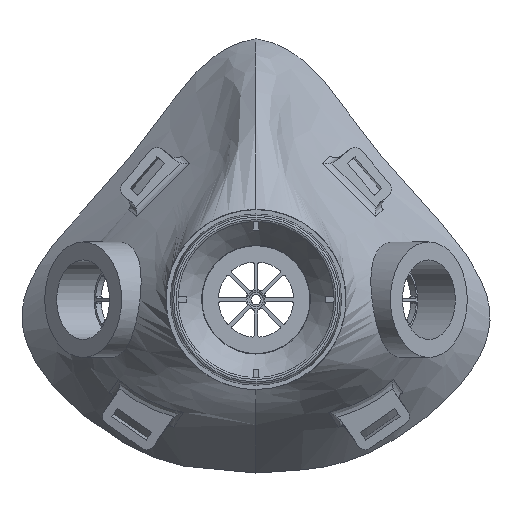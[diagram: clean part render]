
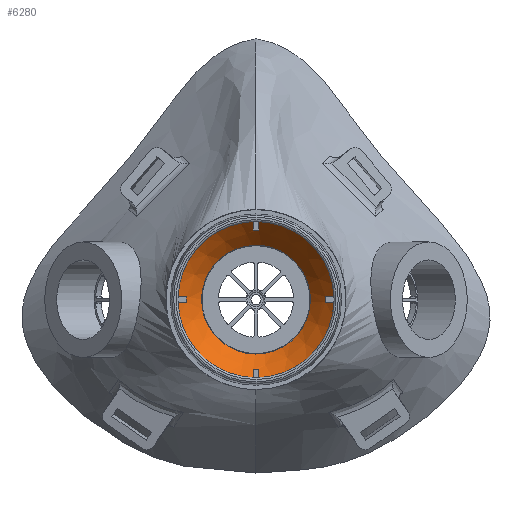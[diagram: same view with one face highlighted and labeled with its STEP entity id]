
A CAD part, top view. The second image highlights one B-rep face of the part: STEP entity #6280.
In plain terms, the highlighted conical face has half-angle 40.365 degrees and reference radius 15 mm.
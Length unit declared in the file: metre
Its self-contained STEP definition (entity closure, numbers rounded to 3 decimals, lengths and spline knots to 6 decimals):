
#43=CONICAL_SURFACE('',#6962,0.015,0.704);
#1163=CIRCLE('',#6338,0.021676);
#1165=CIRCLE('',#6341,0.021676);
#1167=CIRCLE('',#6344,0.021676);
#1509=CIRCLE('',#6963,0.021676);
#1510=CIRCLE('',#6964,0.015119);
#3158=ORIENTED_EDGE('',*,*,#3369,.T.);
#3159=ORIENTED_EDGE('',*,*,#4192,.T.);
#3160=ORIENTED_EDGE('',*,*,#4193,.F.);
#3161=ORIENTED_EDGE('',*,*,#4194,.F.);
#3162=ORIENTED_EDGE('',*,*,#3366,.T.);
#3163=ORIENTED_EDGE('',*,*,#4195,.T.);
#3164=ORIENTED_EDGE('',*,*,#4196,.F.);
#3165=ORIENTED_EDGE('',*,*,#4197,.F.);
#3166=ORIENTED_EDGE('',*,*,#4198,.T.);
#3167=ORIENTED_EDGE('',*,*,#4199,.T.);
#3168=ORIENTED_EDGE('',*,*,#4200,.F.);
#3169=ORIENTED_EDGE('',*,*,#4201,.F.);
#3170=ORIENTED_EDGE('',*,*,#3373,.T.);
#3171=ORIENTED_EDGE('',*,*,#4202,.T.);
#3172=ORIENTED_EDGE('',*,*,#4203,.F.);
#3173=ORIENTED_EDGE('',*,*,#4204,.F.);
#3174=ORIENTED_EDGE('',*,*,#4205,.T.);
#3366=EDGE_CURVE('',#4284,#4286,#1163,.T.);
#3369=EDGE_CURVE('',#4290,#4289,#1165,.T.);
#3373=EDGE_CURVE('',#4294,#4293,#1167,.T.);
#4192=EDGE_CURVE('',#4289,#4851,#5008,.T.);
#4193=EDGE_CURVE('',#4852,#4851,#5009,.T.);
#4194=EDGE_CURVE('',#4284,#4852,#5010,.T.);
#4195=EDGE_CURVE('',#4286,#4853,#5011,.T.);
#4196=EDGE_CURVE('',#4854,#4853,#5012,.T.);
#4197=EDGE_CURVE('',#4855,#4854,#5013,.T.);
#4198=EDGE_CURVE('',#4855,#4856,#1509,.T.);
#4199=EDGE_CURVE('',#4856,#4857,#5014,.T.);
#4200=EDGE_CURVE('',#4858,#4857,#5015,.T.);
#4201=EDGE_CURVE('',#4294,#4858,#5016,.T.);
#4202=EDGE_CURVE('',#4293,#4859,#5017,.T.);
#4203=EDGE_CURVE('',#4860,#4859,#5018,.T.);
#4204=EDGE_CURVE('',#4290,#4860,#5019,.T.);
#4205=EDGE_CURVE('',#4861,#4861,#1510,.T.);
#4284=VERTEX_POINT('',#8768);
#4286=VERTEX_POINT('',#8775);
#4289=VERTEX_POINT('',#8785);
#4290=VERTEX_POINT('',#8787);
#4293=VERTEX_POINT('',#8800);
#4294=VERTEX_POINT('',#8802);
#4851=VERTEX_POINT('',#13288);
#4852=VERTEX_POINT('',#13293);
#4853=VERTEX_POINT('',#13302);
#4854=VERTEX_POINT('',#13307);
#4855=VERTEX_POINT('',#13312);
#4856=VERTEX_POINT('',#13314);
#4857=VERTEX_POINT('',#13319);
#4858=VERTEX_POINT('',#13324);
#4859=VERTEX_POINT('',#13333);
#4860=VERTEX_POINT('',#13338);
#4861=VERTEX_POINT('',#13344);
#5008=B_SPLINE_CURVE_WITH_KNOTS('',3,(#13284,#13285,#13286,#13287),
 .UNSPECIFIED.,.F.,.F.,(4,4),(0.010592,0.01422),
 .UNSPECIFIED.);
#5009=B_SPLINE_CURVE_WITH_KNOTS('',3,(#13289,#13290,#13291,#13292),
 .UNSPECIFIED.,.F.,.F.,(4,4),(0.008165,0.009668),
 .UNSPECIFIED.);
#5010=B_SPLINE_CURVE_WITH_KNOTS('',3,(#13294,#13295,#13296,#13297),
 .UNSPECIFIED.,.F.,.F.,(4,4),(0.010592,0.01422),
 .UNSPECIFIED.);
#5011=B_SPLINE_CURVE_WITH_KNOTS('',3,(#13298,#13299,#13300,#13301),
 .UNSPECIFIED.,.F.,.F.,(4,4),(0.010592,0.01422),
 .UNSPECIFIED.);
#5012=B_SPLINE_CURVE_WITH_KNOTS('',3,(#13303,#13304,#13305,#13306),
 .UNSPECIFIED.,.F.,.F.,(4,4),(0.008165,0.009668),
 .UNSPECIFIED.);
#5013=B_SPLINE_CURVE_WITH_KNOTS('',3,(#13308,#13309,#13310,#13311),
 .UNSPECIFIED.,.F.,.F.,(4,4),(0.010592,0.01422),
 .UNSPECIFIED.);
#5014=B_SPLINE_CURVE_WITH_KNOTS('',3,(#13315,#13316,#13317,#13318),
 .UNSPECIFIED.,.F.,.F.,(4,4),(0.010592,0.01422),
 .UNSPECIFIED.);
#5015=B_SPLINE_CURVE_WITH_KNOTS('',3,(#13320,#13321,#13322,#13323),
 .UNSPECIFIED.,.F.,.F.,(4,4),(0.008165,0.009668),
 .UNSPECIFIED.);
#5016=B_SPLINE_CURVE_WITH_KNOTS('',3,(#13325,#13326,#13327,#13328),
 .UNSPECIFIED.,.F.,.F.,(4,4),(0.010592,0.01422),
 .UNSPECIFIED.);
#5017=B_SPLINE_CURVE_WITH_KNOTS('',3,(#13329,#13330,#13331,#13332),
 .UNSPECIFIED.,.F.,.F.,(4,4),(0.010592,0.01422),
 .UNSPECIFIED.);
#5018=B_SPLINE_CURVE_WITH_KNOTS('',3,(#13334,#13335,#13336,#13337),
 .UNSPECIFIED.,.F.,.F.,(4,4),(0.008165,0.009668),
 .UNSPECIFIED.);
#5019=B_SPLINE_CURVE_WITH_KNOTS('',3,(#13339,#13340,#13341,#13342),
 .UNSPECIFIED.,.F.,.F.,(4,4),(0.010592,0.01422),
 .UNSPECIFIED.);
#5457=EDGE_LOOP('',(#3158,#3159,#3160,#3161,#3162,#3163,#3164,#3165,#3166,
#3167,#3168,#3169,#3170,#3171,#3172,#3173));
#5458=EDGE_LOOP('',(#3174));
#5909=FACE_BOUND('',#5457,.T.);
#5910=FACE_BOUND('',#5458,.T.);
#6280=ADVANCED_FACE('',(#5909,#5910),#43,.F.);
#6338=AXIS2_PLACEMENT_3D('',#8776,#7014,#7015);
#6341=AXIS2_PLACEMENT_3D('',#8786,#7020,#7021);
#6344=AXIS2_PLACEMENT_3D('',#8801,#7026,#7027);
#6962=AXIS2_PLACEMENT_3D('',#13283,#8643,#8644);
#6963=AXIS2_PLACEMENT_3D('',#13313,#8645,#8646);
#6964=AXIS2_PLACEMENT_3D('',#13343,#8647,#8648);
#7014=DIRECTION('',(0.,0.,1.));
#7015=DIRECTION('',(1.,0.,0.));
#7020=DIRECTION('',(0.,0.,1.));
#7021=DIRECTION('',(1.,0.,0.));
#7026=DIRECTION('',(0.,0.,1.));
#7027=DIRECTION('',(1.,0.,0.));
#8643=DIRECTION('',(0.,0.,1.));
#8644=DIRECTION('',(1.,0.,0.));
#8645=DIRECTION('',(0.,0.,1.));
#8646=DIRECTION('',(1.,0.,0.));
#8647=DIRECTION('',(0.,0.,-1.));
#8648=DIRECTION('',(-1.,0.,0.));
#8768=CARTESIAN_POINT('',(0.021663,-0.006233,0.050855));
#8775=CARTESIAN_POINT('',(0.00075,0.014681,0.050855));
#8776=CARTESIAN_POINT('',(0.,-0.006983,0.050855));
#8785=CARTESIAN_POINT('',(0.021663,-0.007733,0.050855));
#8786=CARTESIAN_POINT('',(0.,-0.006983,0.050855));
#8787=CARTESIAN_POINT('',(0.00075,-0.028646,0.050855));
#8800=CARTESIAN_POINT('',(-0.00075,-0.028646,0.050855));
#8801=CARTESIAN_POINT('',(0.,-0.006983,0.050855));
#8802=CARTESIAN_POINT('',(-0.021663,-0.007733,0.050855));
#13283=CARTESIAN_POINT('',(0.,-0.006983,0.043));
#13284=CARTESIAN_POINT('',(0.021663,-0.007733,0.050855));
#13285=CARTESIAN_POINT('',(0.02088,-0.007733,0.049933));
#13286=CARTESIAN_POINT('',(0.020096,-0.007733,0.049012));
#13287=CARTESIAN_POINT('',(0.019313,-0.007733,0.048091));
#13288=CARTESIAN_POINT('',(0.019313,-0.007733,0.048091));
#13289=CARTESIAN_POINT('',(0.019313,-0.006233,0.048091));
#13290=CARTESIAN_POINT('',(0.019313,-0.006733,0.048068));
#13291=CARTESIAN_POINT('',(0.019313,-0.007233,0.048068));
#13292=CARTESIAN_POINT('',(0.019313,-0.007733,0.048091));
#13293=CARTESIAN_POINT('',(0.019313,-0.006233,0.048091));
#13294=CARTESIAN_POINT('',(0.021663,-0.006233,0.050855));
#13295=CARTESIAN_POINT('',(0.02088,-0.006233,0.049933));
#13296=CARTESIAN_POINT('',(0.020096,-0.006233,0.049012));
#13297=CARTESIAN_POINT('',(0.019313,-0.006233,0.048091));
#13298=CARTESIAN_POINT('',(0.00075,0.014681,0.050855));
#13299=CARTESIAN_POINT('',(0.00075,0.013897,0.049933));
#13300=CARTESIAN_POINT('',(0.00075,0.013114,0.049012));
#13301=CARTESIAN_POINT('',(0.00075,0.01233,0.048091));
#13302=CARTESIAN_POINT('',(0.00075,0.01233,0.048091));
#13303=CARTESIAN_POINT('',(-0.00075,0.01233,0.048091));
#13304=CARTESIAN_POINT('',(-0.000249,0.01233,0.048068));
#13305=CARTESIAN_POINT('',(0.000251,0.01233,0.048068));
#13306=CARTESIAN_POINT('',(0.00075,0.01233,0.048091));
#13307=CARTESIAN_POINT('',(-0.00075,0.01233,0.048091));
#13308=CARTESIAN_POINT('',(-0.00075,0.014681,0.050855));
#13309=CARTESIAN_POINT('',(-0.00075,0.013897,0.049933));
#13310=CARTESIAN_POINT('',(-0.00075,0.013114,0.049012));
#13311=CARTESIAN_POINT('',(-0.00075,0.01233,0.048091));
#13312=CARTESIAN_POINT('',(-0.00075,0.014681,0.050855));
#13313=CARTESIAN_POINT('',(0.,-0.006983,0.050855));
#13314=CARTESIAN_POINT('',(-0.021663,-0.006233,0.050855));
#13315=CARTESIAN_POINT('',(-0.021663,-0.006233,0.050855));
#13316=CARTESIAN_POINT('',(-0.02088,-0.006233,0.049933));
#13317=CARTESIAN_POINT('',(-0.020096,-0.006233,0.049012));
#13318=CARTESIAN_POINT('',(-0.019313,-0.006233,0.048091));
#13319=CARTESIAN_POINT('',(-0.019313,-0.006233,0.048091));
#13320=CARTESIAN_POINT('',(-0.019313,-0.007733,0.048091));
#13321=CARTESIAN_POINT('',(-0.019313,-0.007232,0.048068));
#13322=CARTESIAN_POINT('',(-0.019313,-0.006732,0.048068));
#13323=CARTESIAN_POINT('',(-0.019313,-0.006233,0.048091));
#13324=CARTESIAN_POINT('',(-0.019313,-0.007733,0.048091));
#13325=CARTESIAN_POINT('',(-0.021663,-0.007733,0.050855));
#13326=CARTESIAN_POINT('',(-0.02088,-0.007733,0.049933));
#13327=CARTESIAN_POINT('',(-0.020096,-0.007733,0.049012));
#13328=CARTESIAN_POINT('',(-0.019313,-0.007733,0.048091));
#13329=CARTESIAN_POINT('',(-0.00075,-0.028646,0.050855));
#13330=CARTESIAN_POINT('',(-0.00075,-0.027863,0.049933));
#13331=CARTESIAN_POINT('',(-0.00075,-0.027079,0.049012));
#13332=CARTESIAN_POINT('',(-0.00075,-0.026295,0.048091));
#13333=CARTESIAN_POINT('',(-0.00075,-0.026295,0.048091));
#13334=CARTESIAN_POINT('',(0.00075,-0.026295,0.048091));
#13335=CARTESIAN_POINT('',(0.000249,-0.026295,0.048068));
#13336=CARTESIAN_POINT('',(-0.000251,-0.026295,0.048068));
#13337=CARTESIAN_POINT('',(-0.00075,-0.026295,0.048091));
#13338=CARTESIAN_POINT('',(0.00075,-0.026295,0.048091));
#13339=CARTESIAN_POINT('',(0.00075,-0.028646,0.050855));
#13340=CARTESIAN_POINT('',(0.00075,-0.027863,0.049933));
#13341=CARTESIAN_POINT('',(0.00075,-0.027079,0.049012));
#13342=CARTESIAN_POINT('',(0.00075,-0.026295,0.048091));
#13343=CARTESIAN_POINT('',(0.,-0.006983,0.04314));
#13344=CARTESIAN_POINT('',(-0.015119,-0.006983,0.04314));
